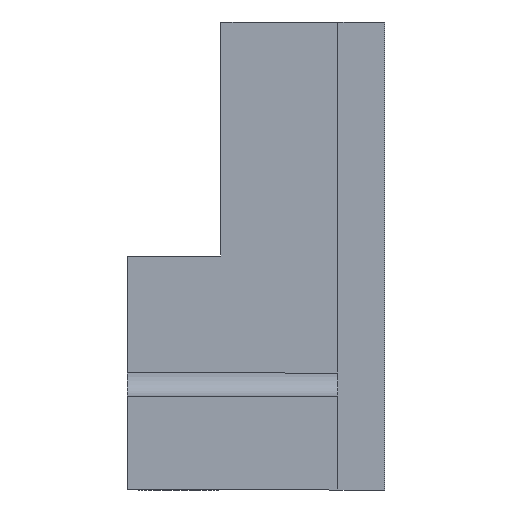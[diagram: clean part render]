
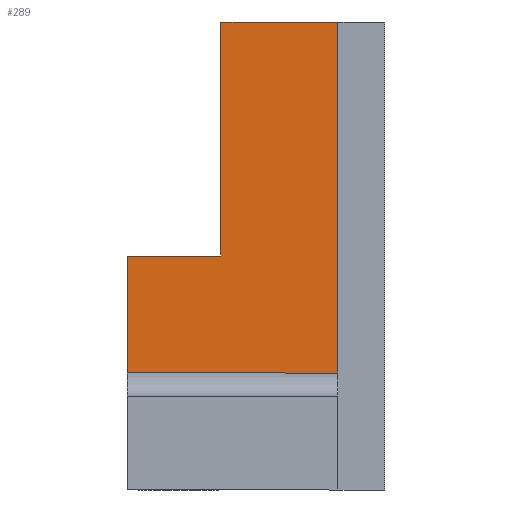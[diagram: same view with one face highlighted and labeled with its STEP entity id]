
A CAD part, front view. The second image highlights one B-rep face of the part: STEP entity #289.
In plain terms, the highlighted planar face has unit normal (0, -1, 0).
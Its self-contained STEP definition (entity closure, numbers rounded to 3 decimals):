
#17 = CARTESIAN_POINT ( 'NONE',  ( 24.4, 372.78, 5. ) ) ;
#20 = EDGE_CURVE ( 'NONE', #230, #568, #171, .T. ) ;
#30 = DIRECTION ( 'NONE',  ( 0., 0., 1. ) ) ;
#53 = PLANE ( 'NONE',  #581 ) ;
#56 = DIRECTION ( 'NONE',  ( 0., 1., 0. ) ) ;
#63 = CARTESIAN_POINT ( 'NONE',  ( 15.4, 372.78, 20. ) ) ;
#158 = VERTEX_POINT ( 'NONE', #442 ) ;
#171 = LINE ( 'NONE', #720, #248 ) ;
#195 = DIRECTION ( 'NONE',  ( 1., 0., 0. ) ) ;
#213 = EDGE_CURVE ( 'NONE', #458, #820, #914, .T. ) ;
#230 = VERTEX_POINT ( 'NONE', #661 ) ;
#241 = LINE ( 'NONE', #689, #744 ) ;
#248 = VECTOR ( 'NONE', #567, 1000. ) ;
#261 = VECTOR ( 'NONE', #717, 1000. ) ;
#289 = ADVANCED_FACE ( 'NONE', ( #447 ), #53, .F. ) ;
#297 = DIRECTION ( 'NONE',  ( 0., 0., -1. ) ) ;
#338 = EDGE_CURVE ( 'NONE', #820, #1021, #538, .T. ) ;
#381 = CARTESIAN_POINT ( 'NONE',  ( 19.4, 372.78, 20. ) ) ;
#409 = EDGE_CURVE ( 'NONE', #158, #230, #241, .T. ) ;
#434 = ORIENTED_EDGE ( 'NONE', *, *, #20, .T. ) ;
#442 = CARTESIAN_POINT ( 'NONE',  ( 15.4, 372.78, 10. ) ) ;
#447 = FACE_OUTER_BOUND ( 'NONE', #885, .T. ) ;
#458 = VERTEX_POINT ( 'NONE', #899 ) ;
#487 = VECTOR ( 'NONE', #850, 1000. ) ;
#538 = LINE ( 'NONE', #63, #487 ) ;
#567 = DIRECTION ( 'NONE',  ( 1., 0., 0. ) ) ;
#568 = VERTEX_POINT ( 'NONE', #17 ) ;
#570 = EDGE_CURVE ( 'NONE', #158, #458, #902, .T. ) ;
#581 = AXIS2_PLACEMENT_3D ( 'NONE', #1023, #56, #919 ) ;
#642 = CARTESIAN_POINT ( 'NONE',  ( 15.4, 372.78, 10. ) ) ;
#657 = LINE ( 'NONE', #977, #261 ) ;
#661 = CARTESIAN_POINT ( 'NONE',  ( 15.4, 372.78, 5. ) ) ;
#689 = CARTESIAN_POINT ( 'NONE',  ( 15.4, 372.78, 20. ) ) ;
#717 = DIRECTION ( 'NONE',  ( 0., 0., -1. ) ) ;
#720 = CARTESIAN_POINT ( 'NONE',  ( 24.4, 372.78, 5. ) ) ;
#737 = CARTESIAN_POINT ( 'NONE',  ( 19.4, 372.78, 10. ) ) ;
#743 = ORIENTED_EDGE ( 'NONE', *, *, #409, .T. ) ;
#744 = VECTOR ( 'NONE', #297, 1000. ) ;
#793 = VECTOR ( 'NONE', #30, 1000. ) ;
#796 = ORIENTED_EDGE ( 'NONE', *, *, #338, .F. ) ;
#806 = VECTOR ( 'NONE', #195, 1000. ) ;
#820 = VERTEX_POINT ( 'NONE', #381 ) ;
#824 = ORIENTED_EDGE ( 'NONE', *, *, #985, .F. ) ;
#850 = DIRECTION ( 'NONE',  ( 1., 0., 0. ) ) ;
#885 = EDGE_LOOP ( 'NONE', ( #796, #987, #916, #743, #434, #824 ) ) ;
#899 = CARTESIAN_POINT ( 'NONE',  ( 19.4, 372.78, 10. ) ) ;
#902 = LINE ( 'NONE', #642, #806 ) ;
#914 = LINE ( 'NONE', #737, #793 ) ;
#916 = ORIENTED_EDGE ( 'NONE', *, *, #570, .F. ) ;
#919 = DIRECTION ( 'NONE',  ( 0., 0., 1. ) ) ;
#949 = CARTESIAN_POINT ( 'NONE',  ( 24.4, 372.78, 20. ) ) ;
#977 = CARTESIAN_POINT ( 'NONE',  ( 24.4, 372.78, 20. ) ) ;
#985 = EDGE_CURVE ( 'NONE', #1021, #568, #657, .T. ) ;
#987 = ORIENTED_EDGE ( 'NONE', *, *, #213, .F. ) ;
#1021 = VERTEX_POINT ( 'NONE', #949 ) ;
#1023 = CARTESIAN_POINT ( 'NONE',  ( 15.4, 372.78, 20. ) ) ;
